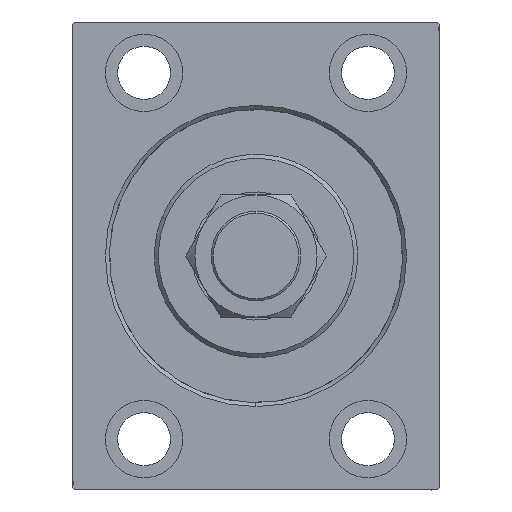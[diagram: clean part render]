
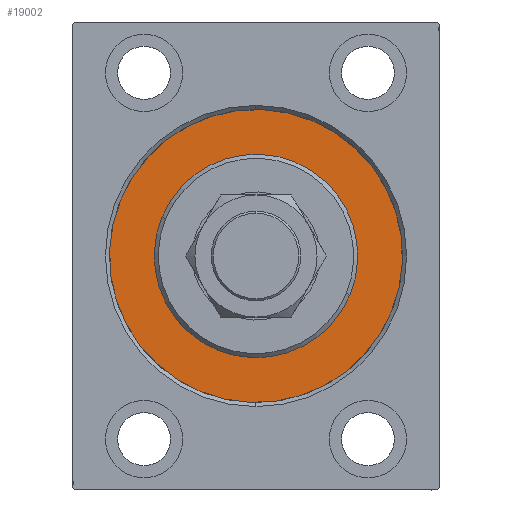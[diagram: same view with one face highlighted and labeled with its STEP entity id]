
A CAD part, left-side view. The second image highlights one B-rep face of the part: STEP entity #19002.
In plain terms, the highlighted face is planar.
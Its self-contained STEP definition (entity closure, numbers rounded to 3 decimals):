
#1068 = CIRCLE ( 'NONE', #9258, 36. ) ;
#1627 = FACE_OUTER_BOUND ( 'NONE', #23728, .T. ) ;
#1690 = AXIS2_PLACEMENT_3D ( 'NONE', #1898, #16108, #27321 ) ;
#1898 = CARTESIAN_POINT ( 'NONE',  ( 0., 0., 0. ) ) ;
#1901 = AXIS2_PLACEMENT_3D ( 'NONE', #41303, #5361, #34286 ) ;
#4764 = ORIENTED_EDGE ( 'NONE', *, *, #28148, .F. ) ;
#4923 = AXIS2_PLACEMENT_3D ( 'NONE', #29859, #36635, #29390 ) ;
#5361 = DIRECTION ( 'NONE',  ( 1., 0., 0. ) ) ;
#6042 = VERTEX_POINT ( 'NONE', #34795 ) ;
#6214 = CARTESIAN_POINT ( 'NONE',  ( 0., 0., 36. ) ) ;
#9258 = AXIS2_PLACEMENT_3D ( 'NONE', #35618, #35847, #39354 ) ;
#9842 = CARTESIAN_POINT ( 'NONE',  ( 0., 0., 0. ) ) ;
#10128 = EDGE_CURVE ( 'NONE', #34403, #19345, #41941, .T. ) ;
#10446 = AXIS2_PLACEMENT_3D ( 'NONE', #9842, #34135, #45333 ) ;
#11889 = CIRCLE ( 'NONE', #10446, 25. ) ;
#13438 = ORIENTED_EDGE ( 'NONE', *, *, #45340, .F. ) ;
#14092 = ORIENTED_EDGE ( 'NONE', *, *, #17851, .F. ) ;
#15210 = ORIENTED_EDGE ( 'NONE', *, *, #10128, .F. ) ;
#16108 = DIRECTION ( 'NONE',  ( -1., 0., 0. ) ) ;
#17851 = EDGE_CURVE ( 'NONE', #19345, #34403, #1068, .T. ) ;
#19002 = ADVANCED_FACE ( 'NONE', ( #32669, #1627 ), #36401, .F. ) ;
#19345 = VERTEX_POINT ( 'NONE', #6214 ) ;
#23728 = EDGE_LOOP ( 'NONE', ( #15210, #14092 ) ) ;
#27321 = DIRECTION ( 'NONE',  ( 0., 0., 1. ) ) ;
#28148 = EDGE_CURVE ( 'NONE', #6042, #42222, #34050, .T. ) ;
#29390 = DIRECTION ( 'NONE',  ( 0., 0., 1. ) ) ;
#29859 = CARTESIAN_POINT ( 'NONE',  ( 0., 0., 0. ) ) ;
#32669 = FACE_BOUND ( 'NONE', #38447, .T. ) ;
#34050 = CIRCLE ( 'NONE', #1901, 25. ) ;
#34135 = DIRECTION ( 'NONE',  ( 1., 0., 0. ) ) ;
#34286 = DIRECTION ( 'NONE',  ( 0., 0., -1. ) ) ;
#34403 = VERTEX_POINT ( 'NONE', #44947 ) ;
#34795 = CARTESIAN_POINT ( 'NONE',  ( 0., 0., 25. ) ) ;
#35618 = CARTESIAN_POINT ( 'NONE',  ( 0., 0., 0. ) ) ;
#35847 = DIRECTION ( 'NONE',  ( -1., 0., 0. ) ) ;
#36401 = PLANE ( 'NONE',  #4923 ) ;
#36635 = DIRECTION ( 'NONE',  ( -1., 0., 0. ) ) ;
#38447 = EDGE_LOOP ( 'NONE', ( #4764, #13438 ) ) ;
#38523 = CARTESIAN_POINT ( 'NONE',  ( 0., 0., -25. ) ) ;
#39354 = DIRECTION ( 'NONE',  ( 0., 0., 1. ) ) ;
#41303 = CARTESIAN_POINT ( 'NONE',  ( 0., 0., 0. ) ) ;
#41941 = CIRCLE ( 'NONE', #1690, 36. ) ;
#42222 = VERTEX_POINT ( 'NONE', #38523 ) ;
#44947 = CARTESIAN_POINT ( 'NONE',  ( 0., 0., -36. ) ) ;
#45333 = DIRECTION ( 'NONE',  ( 0., 0., -1. ) ) ;
#45340 = EDGE_CURVE ( 'NONE', #42222, #6042, #11889, .T. ) ;
